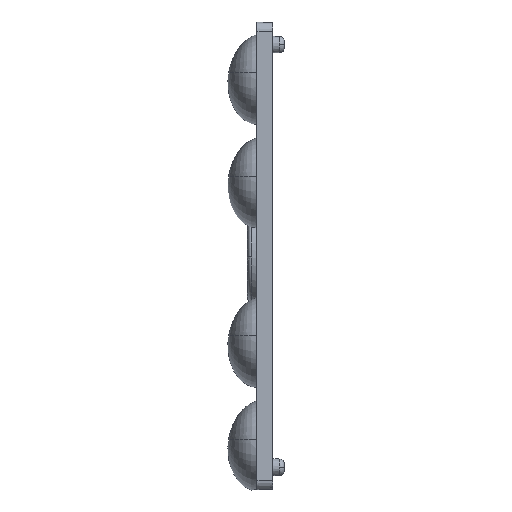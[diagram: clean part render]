
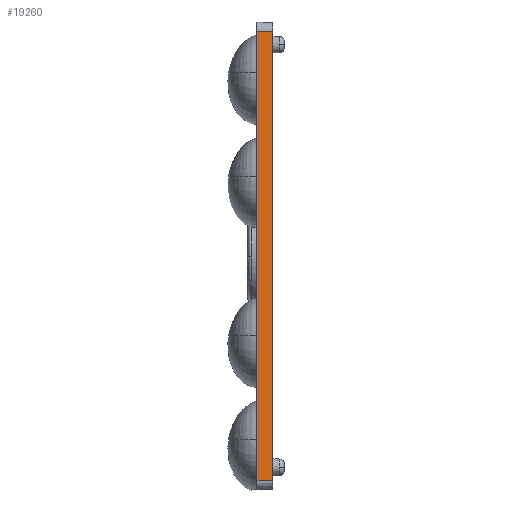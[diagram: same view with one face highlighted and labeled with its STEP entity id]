
A CAD part, left-side view. The second image highlights one B-rep face of the part: STEP entity #19260.
In plain terms, the highlighted planar face has unit normal (-0.999, -0.035, 0).
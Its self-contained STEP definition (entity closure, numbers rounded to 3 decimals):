
#177 = CARTESIAN_POINT ( 'NONE',  ( -24.9, 1.7, -26.783 ) ) ;
#2870 = CARTESIAN_POINT ( 'NONE',  ( -24.841, 0., 23.9 ) ) ;
#3577 = LINE ( 'NONE', #13868, #18370 ) ;
#3984 = ORIENTED_EDGE ( 'NONE', *, *, #8641, .T. ) ;
#7039 = EDGE_CURVE ( 'NONE', #14112, #19857, #11397, .T. ) ;
#8641 = EDGE_CURVE ( 'NONE', #14112, #26834, #30249, .T. ) ;
#10585 = DIRECTION ( 'NONE',  ( -0.999, -0.035, 0. ) ) ;
#11261 = DIRECTION ( 'NONE',  ( 0.035, -0.999, 0. ) ) ;
#11350 = CARTESIAN_POINT ( 'NONE',  ( -17450.305, 499000., 23.9 ) ) ;
#11397 = LINE ( 'NONE', #11350, #29498 ) ;
#11422 = LINE ( 'NONE', #21818, #13160 ) ;
#11782 = EDGE_LOOP ( 'NONE', ( #27104, #16687, #3984, #26065 ) ) ;
#13092 = FACE_OUTER_BOUND ( 'NONE', #11782, .T. ) ;
#13160 = VECTOR ( 'NONE', #32384, 1000. ) ;
#13510 = CARTESIAN_POINT ( 'NONE',  ( -24.9, 1.7, 23.9 ) ) ;
#13868 = CARTESIAN_POINT ( 'NONE',  ( -24.9, 1.7, -23.9 ) ) ;
#14112 = VERTEX_POINT ( 'NONE', #13510 ) ;
#16456 = EDGE_CURVE ( 'NONE', #19693, #19857, #11422, .T. ) ;
#16687 = ORIENTED_EDGE ( 'NONE', *, *, #7039, .F. ) ;
#18370 = VECTOR ( 'NONE', #24324, 1000. ) ;
#19260 = ADVANCED_FACE ( 'NONE', ( #13092 ), #23539, .T. ) ;
#19693 = VERTEX_POINT ( 'NONE', #33487 ) ;
#19857 = VERTEX_POINT ( 'NONE', #2870 ) ;
#20950 = DIRECTION ( 'NONE',  ( 0.035, -0.999, 0. ) ) ;
#21818 = CARTESIAN_POINT ( 'NONE',  ( -24.841, 0., -26.783 ) ) ;
#22242 = VECTOR ( 'NONE', #27989, 1000. ) ;
#23539 = PLANE ( 'NONE',  #32596 ) ;
#24324 = DIRECTION ( 'NONE',  ( 0.035, -0.999, 0. ) ) ;
#26065 = ORIENTED_EDGE ( 'NONE', *, *, #30796, .T. ) ;
#26834 = VERTEX_POINT ( 'NONE', #33658 ) ;
#27104 = ORIENTED_EDGE ( 'NONE', *, *, #16456, .T. ) ;
#27989 = DIRECTION ( 'NONE',  ( 0., 0., -1. ) ) ;
#29498 = VECTOR ( 'NONE', #11261, 1000. ) ;
#30083 = CARTESIAN_POINT ( 'NONE',  ( -24.9, 1.7, -26.783 ) ) ;
#30249 = LINE ( 'NONE', #30083, #22242 ) ;
#30796 = EDGE_CURVE ( 'NONE', #26834, #19693, #3577, .T. ) ;
#32384 = DIRECTION ( 'NONE',  ( 0., 0., 1. ) ) ;
#32596 = AXIS2_PLACEMENT_3D ( 'NONE', #177, #10585, #20950 ) ;
#33487 = CARTESIAN_POINT ( 'NONE',  ( -24.841, 0., -23.9 ) ) ;
#33658 = CARTESIAN_POINT ( 'NONE',  ( -24.9, 1.7, -23.9 ) ) ;
